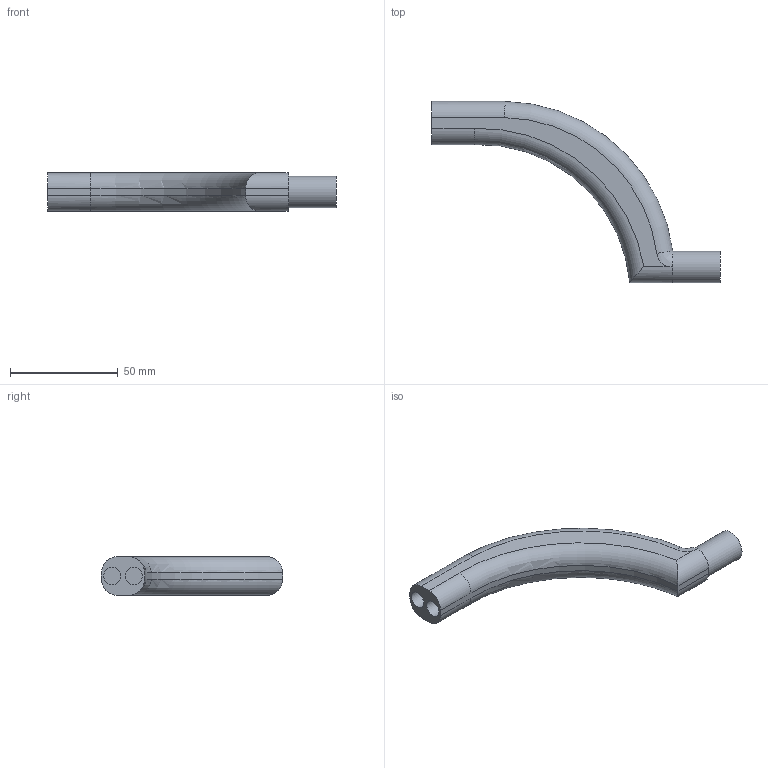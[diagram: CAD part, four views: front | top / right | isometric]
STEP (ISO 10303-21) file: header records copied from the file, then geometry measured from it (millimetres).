
FILE_DESCRIPTION(/* description */ (''),/* implementation_level */ '2;1');
FILE_NAME(/* name */ 'handle-end.stp',/* time_stamp */ '2021-12-11T18:25:28-05:00',/* author */ ('Apex'),/* organization */ (''),/* preprocessor_version */ 'ST-DEVELOPER v18.1',/* originating_system */ 'Autodesk Inventor 2021',/* authorisation */ '');
FILE_SCHEMA (('AUTOMOTIVE_DESIGN { 1 0 10303 214 3 1 1 }'));
Length unit declared in the file: millimetre
Products named in the file (1): handle-end
Bounding box: 133.85 x 84 x 18 mm (x, y, z)
Volume: 52637.6 mm3; surface area: 12380.7 mm2
Topology: 1 solids, 1 shells, 28 faces, 64 edges, 38 vertices
Faces by surface type: cylinder 11, plane 11, torus 4, bspline 2
Full cylindrical faces by diameter (mm): 8 x2, 14.5 x1
Entity records: 887 total; most frequent: CARTESIAN_POINT 225, DIRECTION 136, ORIENTED_EDGE 124, EDGE_CURVE 62, AXIS2_PLACEMENT_3D 55, VERTEX_POINT 38, EDGE_LOOP 30, FACE_OUTER_BOUND 28
